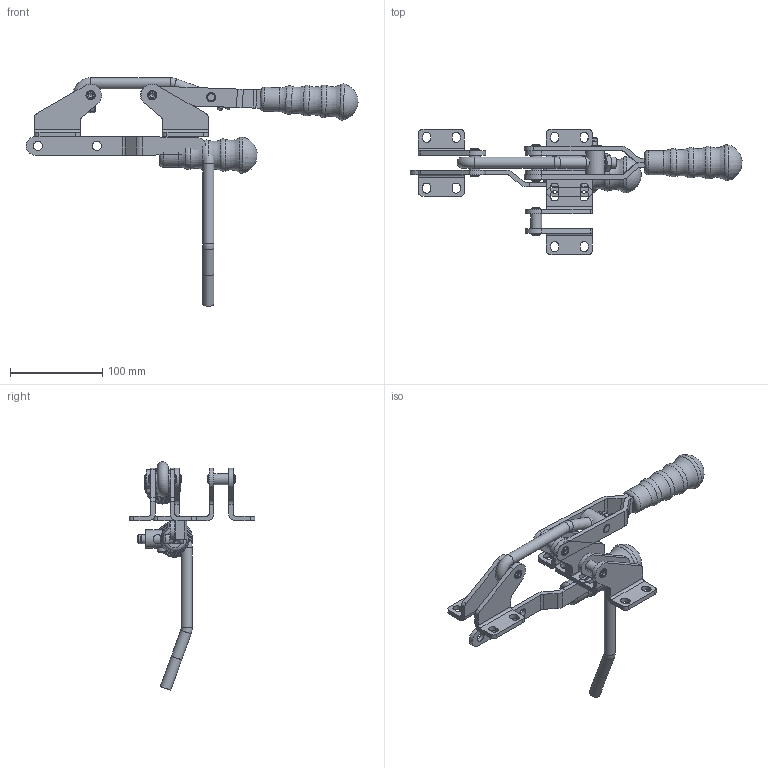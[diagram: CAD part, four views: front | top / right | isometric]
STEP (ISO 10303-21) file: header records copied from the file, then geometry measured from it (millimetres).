
FILE_DESCRIPTION( ( 'Unknown' ), '1' );
FILE_NAME( '435_UPINKA.stp', 'Unknown', ( 'Unknown' ), ( 'Unknown' ), 'PSStep 14.0', 'Unknown', ' ' );
FILE_SCHEMA( ( 'AUTOMOTIVE_DESIGN { 1 0 10303 214 1 1 1 1 }' ) );
Length unit declared in the file: millimetre
Products named in the file (14): Assem1; 435001-M_TELO; 435001_TELO L-oa1; 435002_TELO P-oa2; 435007_NYT 12x30; 435001_TELO L; 435002_TELO P; 435005_NYT 12x40; 435004_UPINACI PAKA; 435004_UPINACI PAKA-oa0; 940005_RUKOJET 20x10; 435008_MATICE; 435003_HAK; 800007_MATICE M12_DIN4398
Bounding box: 360.31 x 136.51 x 247.92 mm (x, y, z)
Volume: 430613.4 mm3; surface area: 187758.8 mm2
Topology: 27 solids, 27 shells, 517 faces, 1323 edges, 874 vertices
Faces by surface type: plane 236, cylinder 205, cone 46, torus 26, bspline 2, sphere 2
Full cylindrical faces by diameter (mm): 5 x10, 9.9 x14, 10 x18, 10.106 x8, 12 x13, 20 x2, 26.044 x2
Entity records: 8583 total; most frequent: CARTESIAN_POINT 1342, DIRECTION 1142, ORIENTED_EDGE 970, EDGE_CURVE 485, AXIS2_PLACEMENT_3D 441, VERTEX_POINT 357, EDGE_LOOP 334, FACE_OUTER_BOUND 271
